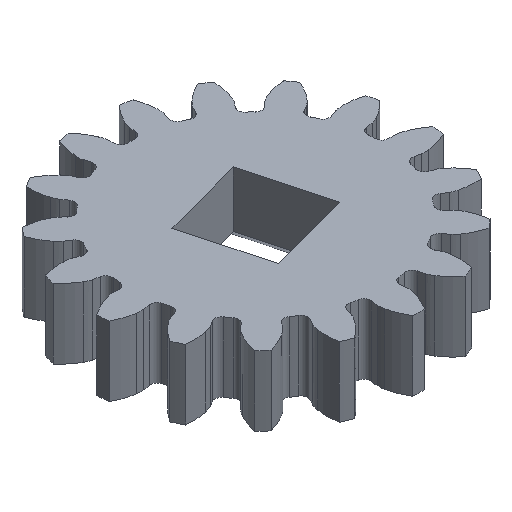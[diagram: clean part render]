
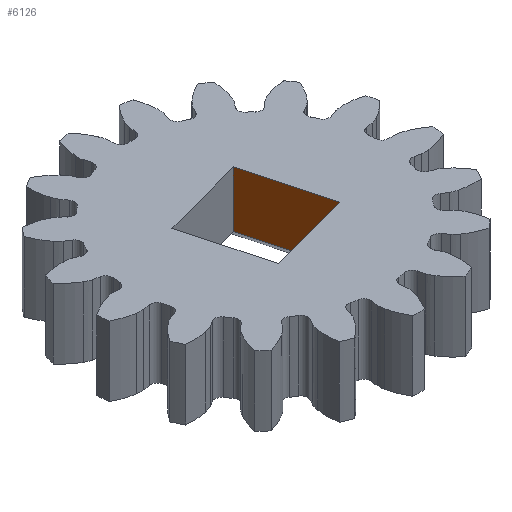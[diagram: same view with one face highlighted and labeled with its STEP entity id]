
A CAD part, isometric view. The second image highlights one B-rep face of the part: STEP entity #6126.
In plain terms, the highlighted planar face has unit normal (-0.966, -0.259, 0).
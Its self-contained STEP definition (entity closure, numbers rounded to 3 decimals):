
#1569 = VERTEX_POINT('',#1570);
#1570 = CARTESIAN_POINT('',(23.692,-19.803,-95.));
#1617 = VERTEX_POINT('',#1618);
#1618 = CARTESIAN_POINT('',(25.297,-25.792,-95.));
#1624 = EDGE_CURVE('',#1569,#1617,#1625,.T.);
#1625 = LINE('',#1626,#1627);
#1626 = CARTESIAN_POINT('',(23.692,-19.803,-95.));
#1627 = VECTOR('',#1628,1.);
#1628 = DIRECTION('',(0.259,-0.966,0.));
#6084 = VERTEX_POINT('',#6085);
#6085 = CARTESIAN_POINT('',(23.692,-19.803,-91.));
#6091 = EDGE_CURVE('',#1569,#6084,#6092,.T.);
#6092 = LINE('',#6093,#6094);
#6093 = CARTESIAN_POINT('',(23.692,-19.803,-96.));
#6094 = VECTOR('',#6095,1.);
#6095 = DIRECTION('',(0.,0.,1.));
#6126 = ADVANCED_FACE('',(#6127),#6145,.F.);
#6127 = FACE_BOUND('',#6128,.F.);
#6128 = EDGE_LOOP('',(#6129,#6130,#6138,#6144));
#6129 = ORIENTED_EDGE('',*,*,#6091,.T.);
#6130 = ORIENTED_EDGE('',*,*,#6131,.T.);
#6131 = EDGE_CURVE('',#6084,#6132,#6134,.T.);
#6132 = VERTEX_POINT('',#6133);
#6133 = CARTESIAN_POINT('',(25.297,-25.792,-91.));
#6134 = LINE('',#6135,#6136);
#6135 = CARTESIAN_POINT('',(23.692,-19.803,-91.));
#6136 = VECTOR('',#6137,1.);
#6137 = DIRECTION('',(0.259,-0.966,0.));
#6138 = ORIENTED_EDGE('',*,*,#6139,.F.);
#6139 = EDGE_CURVE('',#1617,#6132,#6140,.T.);
#6140 = LINE('',#6141,#6142);
#6141 = CARTESIAN_POINT('',(25.297,-25.792,-96.));
#6142 = VECTOR('',#6143,1.);
#6143 = DIRECTION('',(0.,0.,1.));
#6144 = ORIENTED_EDGE('',*,*,#1624,.F.);
#6145 = PLANE('',#6146);
#6146 = AXIS2_PLACEMENT_3D('',#6147,#6148,#6149);
#6147 = CARTESIAN_POINT('',(23.692,-19.803,-96.));
#6148 = DIRECTION('',(0.966,0.259,0.));
#6149 = DIRECTION('',(0.259,-0.966,0.));
